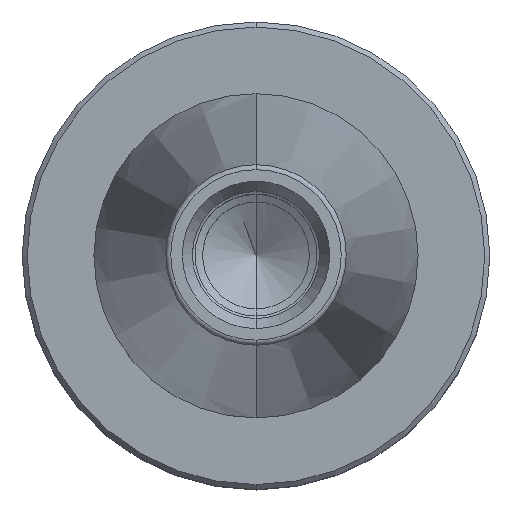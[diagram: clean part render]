
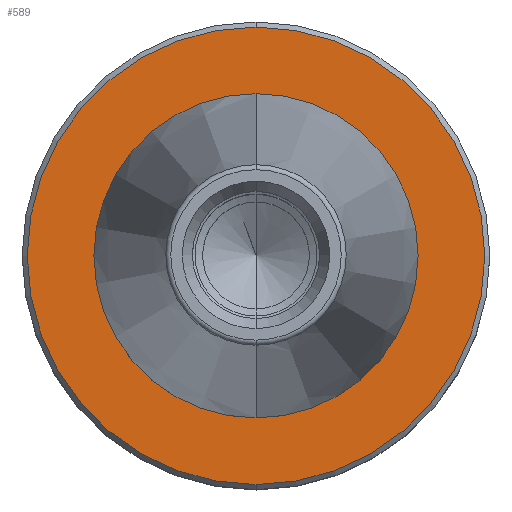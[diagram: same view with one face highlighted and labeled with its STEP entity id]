
A CAD part, top view. The second image highlights one B-rep face of the part: STEP entity #589.
In plain terms, the highlighted planar face has unit normal (0, 0, 1).
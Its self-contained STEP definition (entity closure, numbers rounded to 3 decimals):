
#331=EDGE_CURVE('',#583,#437,#878,.T.);
#405=EDGE_CURVE('',#499,#419,#961,.T.);
#419=VERTEX_POINT('',#976);
#437=VERTEX_POINT('',#996);
#499=VERTEX_POINT('',#1071);
#583=VERTEX_POINT('',#1162);
#589=ADVANCED_FACE('',(#1168,#1169),#1170,.T.);
#709=EDGE_CURVE('',#419,#499,#1308,.T.);
#779=EDGE_CURVE('',#437,#583,#1385,.T.);
#878=CIRCLE('',#1494,22.5);
#961=CIRCLE('',#1605,15.948);
#976=CARTESIAN_POINT('',(0.,-15.948,-2.0));
#996=CARTESIAN_POINT('',(0.,-22.5,-2.0));
#1071=CARTESIAN_POINT('',(0.0,15.948,-2.0));
#1162=CARTESIAN_POINT('',(0.0,22.5,-2.0));
#1168=FACE_OUTER_BOUND('',#1865,.T.);
#1169=FACE_BOUND('',#1866,.T.);
#1170=PLANE('',#1867);
#1308=CIRCLE('',#2047,15.948);
#1385=CIRCLE('',#2154,22.5);
#1494=AXIS2_PLACEMENT_3D('',#2277,#2278,#2279);
#1605=AXIS2_PLACEMENT_3D('',#2380,#2381,#2382);
#1865=EDGE_LOOP('',(#2662,#2663));
#1866=EDGE_LOOP('',(#2664,#2665));
#1867=AXIS2_PLACEMENT_3D('',#2666,#2667,#2668);
#2047=AXIS2_PLACEMENT_3D('',#2854,#2855,#2856);
#2154=AXIS2_PLACEMENT_3D('',#2950,#2951,#2952);
#2277=CARTESIAN_POINT('',(0.0,0.0,-2.0));
#2278=DIRECTION('',(0.0,0.0,-1.0));
#2279=DIRECTION('',(0.0,1.0,0.0));
#2380=CARTESIAN_POINT('',(0.0,0.0,-2.0));
#2381=DIRECTION('',(0.0,0.0,-1.0));
#2382=DIRECTION('',(0.0,1.0,0.0));
#2662=ORIENTED_EDGE('',*,*,#331,.F.);
#2663=ORIENTED_EDGE('',*,*,#779,.F.);
#2664=ORIENTED_EDGE('',*,*,#405,.T.);
#2665=ORIENTED_EDGE('',*,*,#709,.T.);
#2666=CARTESIAN_POINT('',(0.0,19.224,-2.0));
#2667=DIRECTION('',(-0.0,0.0,1.0));
#2668=DIRECTION('',(0.0,-1.0,0.0));
#2854=CARTESIAN_POINT('',(0.0,0.0,-2.0));
#2855=DIRECTION('',(0.0,0.0,-1.0));
#2856=DIRECTION('',(0.0,1.0,0.0));
#2950=CARTESIAN_POINT('',(0.0,0.0,-2.0));
#2951=DIRECTION('',(0.0,0.0,-1.0));
#2952=DIRECTION('',(0.0,1.0,0.0));
